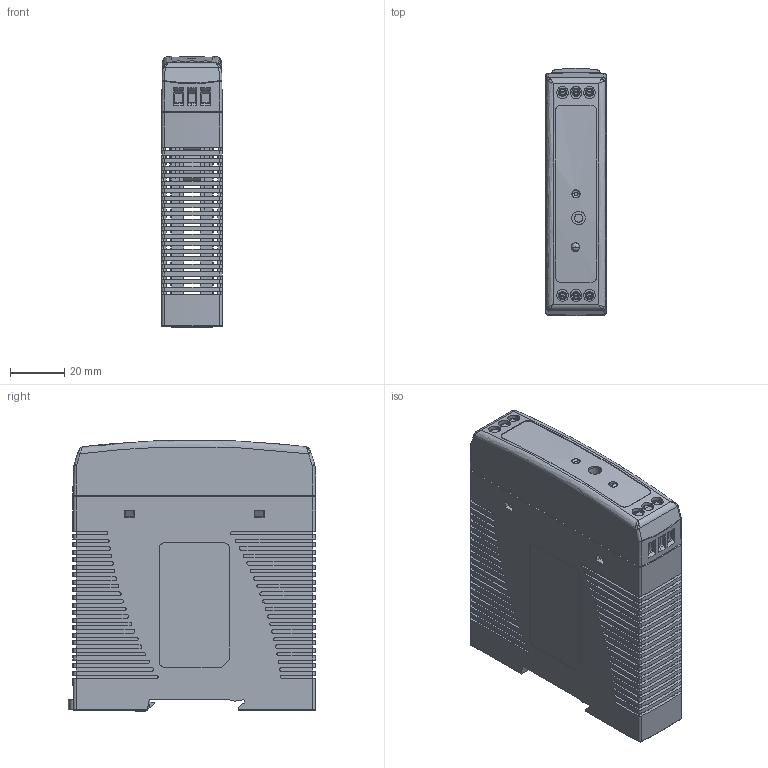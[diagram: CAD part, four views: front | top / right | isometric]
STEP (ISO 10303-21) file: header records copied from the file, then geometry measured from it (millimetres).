
FILE_DESCRIPTION(('HOOPS Exchange Step'),'2;1');
FILE_NAME('export-E4AE4CA4-E9B6-44D3-AF5C-0BD64A906F55.stp','2023-01-11T16:39:32+01:00',('Engineering'),('Alibre'),'HOOPS Exchange 2021.0','Alibre','Unknown authorisation');
FILE_SCHEMA( ('AP242_MANAGED_MODEL_BASED_3D_ENGINEERING_MIM_LF {1 0 10303 442 1 1 4 }') );
Length unit declared in the file: millimetre
Products named in the file (13): 6191-8 MDR-20-5 5VDC 20W DIN Rail PowerSupply; 6191-9 MDR-20-5 5VDC 20W DIN Rail PowerSupply; 6191-12 MDR-20-5 5VDC 20W DIN Rail PowerSupply; 6191-7 MDR-20-5 5VDC 20W DIN Rail PowerSupply; 6191-11 MDR-20-5 5VDC 20W DIN Rail PowerSupply; 6191-6 MDR-20-5 5VDC 20W DIN Rail PowerSupply; 6191-10 MDR-20-5 5VDC 20W DIN Rail PowerSupply; 6191-4 MDR-20-5 5VDC 20W DIN Rail PowerSupply; 6191-2 MDR-20-5 5VDC 20W DIN Rail PowerSupply Connect; 6191-5 MDR-20-5 5VDC 20W DIN Rail PowerSupply; 6191-1 MDR-20-5 5VDC 20W DIN Rail PowerSupply PCB; 6191-3 MDR-20-5 5VDC 20W DIN Rail PowerSupply PCB-2; 6191 MDR-20-5 5VDC 20W DIN Rail PowerSupply
Assembly tree (13 placements, depth 4):
  6191 MDR-20-5 5VDC 20W DIN Rail PowerSupply
    6191-8 MDR-20-5 5VDC 20W DIN Rail PowerSupply
    6191-3 MDR-20-5 5VDC 20W DIN Rail PowerSupply PCB-2
      6191-9 MDR-20-5 5VDC 20W DIN Rail PowerSupply
      6191-12 MDR-20-5 5VDC 20W DIN Rail PowerSupply
      6191-7 MDR-20-5 5VDC 20W DIN Rail PowerSupply
      6191-2 MDR-20-5 5VDC 20W DIN Rail PowerSupply Connect
        6191-11 MDR-20-5 5VDC 20W DIN Rail PowerSupply
        6191-6 MDR-20-5 5VDC 20W DIN Rail PowerSupply  x2
        6191-10 MDR-20-5 5VDC 20W DIN Rail PowerSupply
        6191-4 MDR-20-5 5VDC 20W DIN Rail PowerSupply
      6191-1 MDR-20-5 5VDC 20W DIN Rail PowerSupply PCB
        6191-5 MDR-20-5 5VDC 20W DIN Rail PowerSupply
Bounding box: 22.5 x 91.69 x 100.4 mm (x, y, z)
Volume: 58993.6 mm3; surface area: 80388.4 mm2
Topology: 10 solids, 10 shells, 1778 faces, 5546 edges, 3638 vertices
Faces by surface type: plane 1191, cylinder 419, cone 91, bspline 54, torus 19, sphere 4
Entity records: 65453 total; most frequent: CARTESIAN_POINT 17370, ORIENTED_EDGE 10600, DIRECTION 9457, EDGE_CURVE 5300, VECTOR 3539, LINE 3539, VERTEX_POINT 3482, AXIS2_PLACEMENT_3D 2959
